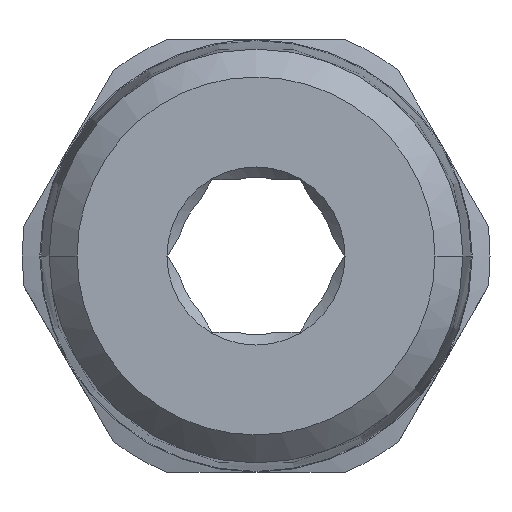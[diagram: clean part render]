
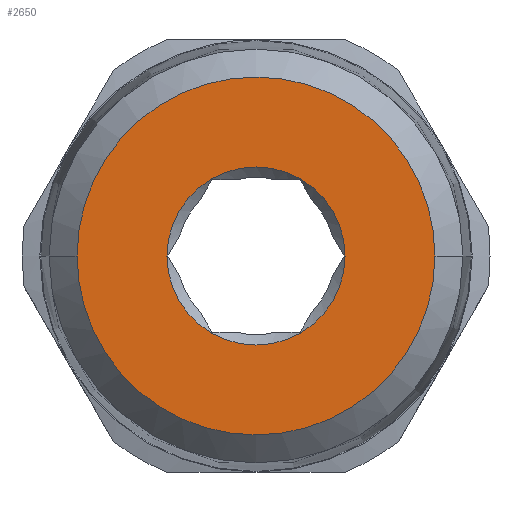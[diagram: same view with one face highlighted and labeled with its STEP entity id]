
A CAD part, front view. The second image highlights one B-rep face of the part: STEP entity #2650.
In plain terms, the highlighted planar face has unit normal (0, -1, 0).
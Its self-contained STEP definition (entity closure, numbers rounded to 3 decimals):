
#2478=CARTESIAN_POINT('Vertex',(3.5,-11.5,0.)) ;
#2481=CARTESIAN_POINT('Axis2P3D Location',(0.,-11.5,0.)) ;
#2485=CARTESIAN_POINT('Vertex',(-3.5,-11.5,0.)) ;
#2513=CARTESIAN_POINT('Axis2P3D Location',(0.,-11.5,0.)) ;
#2581=CARTESIAN_POINT('Axis2P3D Location',(0.,-11.5,0.)) ;
#2587=CARTESIAN_POINT('Control Point',(-7.035,-11.5,0.)) ;
#2588=CARTESIAN_POINT('Control Point',(-7.035,-11.5,-0.65)) ;
#2589=CARTESIAN_POINT('Control Point',(-6.96,-11.5,-1.299)) ;
#2590=CARTESIAN_POINT('Control Point',(-6.81,-11.5,-1.938)) ;
#2591=CARTESIAN_POINT('Control Point',(-6.366,-11.5,-3.168)) ;
#2592=CARTESIAN_POINT('Control Point',(-5.652,-11.5,-4.264)) ;
#2593=CARTESIAN_POINT('Control Point',(-5.234,-11.5,-4.769)) ;
#2594=CARTESIAN_POINT('Control Point',(-4.288,-11.5,-5.672)) ;
#2595=CARTESIAN_POINT('Control Point',(-3.161,-11.5,-6.336)) ;
#2596=CARTESIAN_POINT('Control Point',(-2.561,-11.5,-6.601)) ;
#2597=CARTESIAN_POINT('Control Point',(-1.312,-11.5,-6.988)) ;
#2598=CARTESIAN_POINT('Control Point',(-0.007,-11.5,-7.081)) ;
#2599=CARTESIAN_POINT('Control Point',(0.648,-11.5,-7.051)) ;
#2600=CARTESIAN_POINT('Control Point',(1.939,-11.5,-6.841)) ;
#2601=CARTESIAN_POINT('Control Point',(3.148,-11.5,-6.342)) ;
#2602=CARTESIAN_POINT('Control Point',(3.721,-11.5,-6.024)) ;
#2603=CARTESIAN_POINT('Control Point',(4.784,-11.5,-5.261)) ;
#2604=CARTESIAN_POINT('Control Point',(5.644,-11.5,-4.275)) ;
#2605=CARTESIAN_POINT('Control Point',(6.015,-11.5,-3.735)) ;
#2606=CARTESIAN_POINT('Control Point',(6.566,-11.5,-2.692)) ;
#2607=CARTESIAN_POINT('Control Point',(6.89,-11.5,-1.561)) ;
#2608=CARTESIAN_POINT('Control Point',(6.987,-11.5,-1.044)) ;
#2609=CARTESIAN_POINT('Control Point',(7.035,-11.5,-0.522)) ;
#2610=CARTESIAN_POINT('Control Point',(7.035,-11.5,0.)) ;
#2611=CARTESIAN_POINT('Vertex',(-7.035,-11.5,0.)) ;
#2613=CARTESIAN_POINT('Vertex',(7.035,-11.5,0.)) ;
#2617=CARTESIAN_POINT('Control Point',(7.035,-11.5,0.)) ;
#2618=CARTESIAN_POINT('Control Point',(7.035,-11.5,0.65)) ;
#2619=CARTESIAN_POINT('Control Point',(6.96,-11.5,1.299)) ;
#2620=CARTESIAN_POINT('Control Point',(6.81,-11.5,1.938)) ;
#2621=CARTESIAN_POINT('Control Point',(6.366,-11.5,3.168)) ;
#2622=CARTESIAN_POINT('Control Point',(5.652,-11.5,4.264)) ;
#2623=CARTESIAN_POINT('Control Point',(5.234,-11.5,4.769)) ;
#2624=CARTESIAN_POINT('Control Point',(4.288,-11.5,5.672)) ;
#2625=CARTESIAN_POINT('Control Point',(3.161,-11.5,6.336)) ;
#2626=CARTESIAN_POINT('Control Point',(2.561,-11.5,6.601)) ;
#2627=CARTESIAN_POINT('Control Point',(1.312,-11.5,6.988)) ;
#2628=CARTESIAN_POINT('Control Point',(0.007,-11.5,7.081)) ;
#2629=CARTESIAN_POINT('Control Point',(-0.648,-11.5,7.051)) ;
#2630=CARTESIAN_POINT('Control Point',(-1.939,-11.5,6.841)) ;
#2631=CARTESIAN_POINT('Control Point',(-3.148,-11.5,6.342)) ;
#2632=CARTESIAN_POINT('Control Point',(-3.721,-11.5,6.024)) ;
#2633=CARTESIAN_POINT('Control Point',(-4.784,-11.5,5.261)) ;
#2634=CARTESIAN_POINT('Control Point',(-5.644,-11.5,4.275)) ;
#2635=CARTESIAN_POINT('Control Point',(-6.015,-11.5,3.735)) ;
#2636=CARTESIAN_POINT('Control Point',(-6.566,-11.5,2.692)) ;
#2637=CARTESIAN_POINT('Control Point',(-6.89,-11.5,1.561)) ;
#2638=CARTESIAN_POINT('Control Point',(-6.987,-11.5,1.044)) ;
#2639=CARTESIAN_POINT('Control Point',(-7.035,-11.5,0.522)) ;
#2640=CARTESIAN_POINT('Control Point',(-7.035,-11.5,0.)) ;
#2482=DIRECTION('Axis2P3D Direction',(0.,-1.,0.)) ;
#2514=DIRECTION('Axis2P3D Direction',(0.,-1.,0.)) ;
#2582=DIRECTION('Axis2P3D Direction',(0.,1.,0.)) ;
#2583=DIRECTION('Axis2P3D XDirection',(0.,0.,1.)) ;
#2483=AXIS2_PLACEMENT_3D('Circle Axis2P3D',#2481,#2482,$) ;
#2515=AXIS2_PLACEMENT_3D('Circle Axis2P3D',#2513,#2514,$) ;
#2584=AXIS2_PLACEMENT_3D('Plane Axis2P3D',#2581,#2582,#2583) ;
#2643=ORIENTED_EDGE('',*,*,#2615,.T.) ;
#2644=ORIENTED_EDGE('',*,*,#2641,.T.) ;
#2647=ORIENTED_EDGE('',*,*,#2517,.F.) ;
#2648=ORIENTED_EDGE('',*,*,#2487,.F.) ;
#2649=FACE_BOUND('',#2646,.T.) ;
#2650=ADVANCED_FACE('PN510B-08R38',(#2645,#2649),#2585,.F.) ;
#2586=B_SPLINE_CURVE_WITH_KNOTS('',5,(#2587,#2588,#2589,#2590,#2591,#2592,#2593,#2594,#2595,#2596,#2597,#2598,#2599,#2600,#2601,#2602,#2603,#2604,#2605,#2606,#2607,#2608,#2609,#2610),.UNSPECIFIED.,.F.,.U.,(6,3,3,3,3,3,3,6),(0.,4.594,9.188,13.782,18.376,22.97,27.564,31.257),.UNSPECIFIED.) ;
#2616=B_SPLINE_CURVE_WITH_KNOTS('',5,(#2617,#2618,#2619,#2620,#2621,#2622,#2623,#2624,#2625,#2626,#2627,#2628,#2629,#2630,#2631,#2632,#2633,#2634,#2635,#2636,#2637,#2638,#2639,#2640),.UNSPECIFIED.,.F.,.U.,(6,3,3,3,3,3,3,6),(0.,4.594,9.188,13.782,18.376,22.97,27.564,31.257),.UNSPECIFIED.) ;
#2484=CIRCLE('generated circle',#2483,3.5) ;
#2516=CIRCLE('generated circle',#2515,3.5) ;
#2487=EDGE_CURVE('',#2479,#2486,#2484,.T.) ;
#2517=EDGE_CURVE('',#2486,#2479,#2516,.T.) ;
#2615=EDGE_CURVE('',#2612,#2614,#2586,.T.) ;
#2641=EDGE_CURVE('',#2614,#2612,#2616,.T.) ;
#2642=EDGE_LOOP('',(#2643,#2644)) ;
#2646=EDGE_LOOP('',(#2647,#2648)) ;
#2645=FACE_OUTER_BOUND('',#2642,.T.) ;
#2585=PLANE('',#2584) ;
#2479=VERTEX_POINT('',#2478) ;
#2486=VERTEX_POINT('',#2485) ;
#2612=VERTEX_POINT('',#2611) ;
#2614=VERTEX_POINT('',#2613) ;
